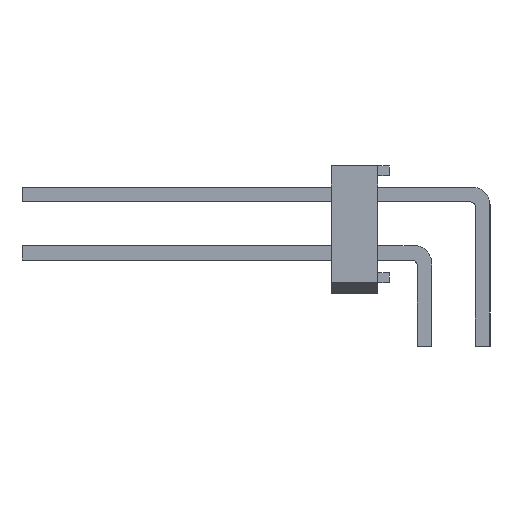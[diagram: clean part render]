
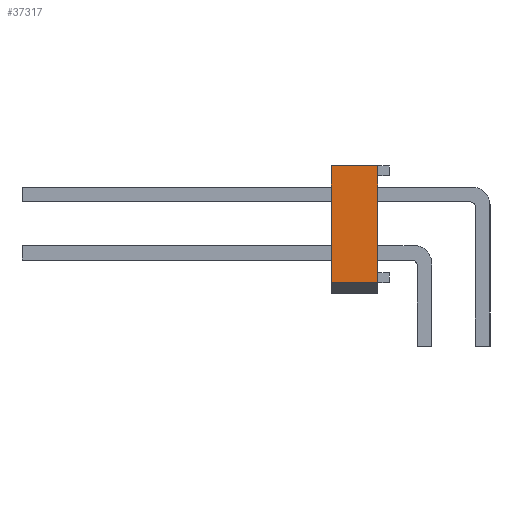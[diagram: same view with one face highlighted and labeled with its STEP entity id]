
A CAD part, left-side view. The second image highlights one B-rep face of the part: STEP entity #37317.
In plain terms, the highlighted face is planar.
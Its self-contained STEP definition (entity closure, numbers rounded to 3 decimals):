
#20054 = VERTEX_POINT('',#20055);
#20055 = CARTESIAN_POINT('',(36.83,2.54,-2.54));
#20061 = EDGE_CURVE('',#20054,#20062,#20064,.T.);
#20062 = VERTEX_POINT('',#20063);
#20063 = CARTESIAN_POINT('',(36.83,0.508,-2.54));
#20064 = LINE('',#20065,#20066);
#20065 = CARTESIAN_POINT('',(36.83,2.54,-2.54));
#20066 = VECTOR('',#20067,1.);
#20067 = DIRECTION('',(0.,-1.,0.));
#37282 = VERTEX_POINT('',#37283);
#37283 = CARTESIAN_POINT('',(36.83,0.508,2.54));
#37291 = EDGE_CURVE('',#37292,#37282,#37294,.T.);
#37292 = VERTEX_POINT('',#37293);
#37293 = CARTESIAN_POINT('',(36.83,2.54,2.54));
#37294 = LINE('',#37295,#37296);
#37295 = CARTESIAN_POINT('',(36.83,2.54,2.54));
#37296 = VECTOR('',#37297,1.);
#37297 = DIRECTION('',(0.,-1.,0.));
#37317 = ADVANCED_FACE('',(#37318),#37334,.F.);
#37318 = FACE_BOUND('',#37319,.T.);
#37319 = EDGE_LOOP('',(#37320,#37326,#37327,#37333));
#37320 = ORIENTED_EDGE('',*,*,#37321,.F.);
#37321 = EDGE_CURVE('',#20062,#37282,#37322,.T.);
#37322 = LINE('',#37323,#37324);
#37323 = CARTESIAN_POINT('',(36.83,0.508,2.54));
#37324 = VECTOR('',#37325,1.);
#37325 = DIRECTION('',(0.,0.,1.));
#37326 = ORIENTED_EDGE('',*,*,#20061,.F.);
#37327 = ORIENTED_EDGE('',*,*,#37328,.F.);
#37328 = EDGE_CURVE('',#37292,#20054,#37329,.T.);
#37329 = LINE('',#37330,#37331);
#37330 = CARTESIAN_POINT('',(36.83,2.54,2.54));
#37331 = VECTOR('',#37332,1.);
#37332 = DIRECTION('',(0.,0.,-1.));
#37333 = ORIENTED_EDGE('',*,*,#37291,.T.);
#37334 = PLANE('',#37335);
#37335 = AXIS2_PLACEMENT_3D('',#37336,#37337,#37338);
#37336 = CARTESIAN_POINT('',(36.83,2.54,2.54));
#37337 = DIRECTION('',(-1.,0.,0.));
#37338 = DIRECTION('',(0.,0.,1.));
